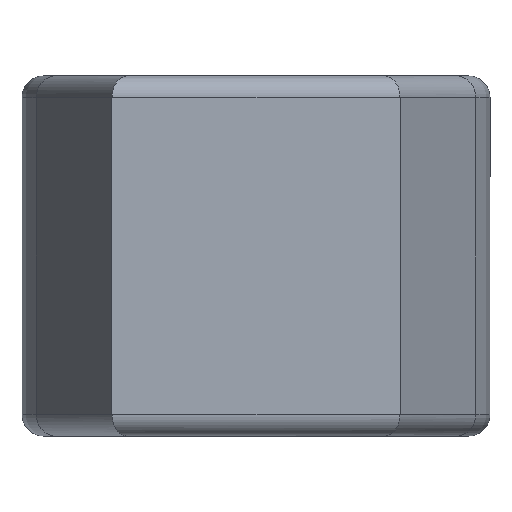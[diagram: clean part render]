
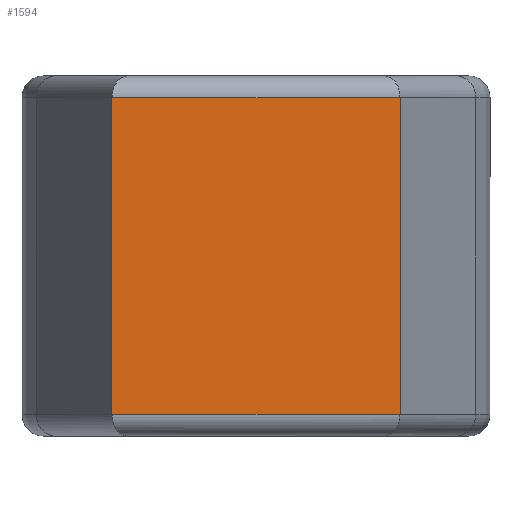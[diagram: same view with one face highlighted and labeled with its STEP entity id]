
A CAD part, left-side view. The second image highlights one B-rep face of the part: STEP entity #1594.
In plain terms, the highlighted planar face has unit normal (-1, 0, 0).
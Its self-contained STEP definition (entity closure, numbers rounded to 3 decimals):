
#18 = VERTEX_POINT ( 'NONE', #94 ) ;
#67 = VECTOR ( 'NONE', #279, 1000. ) ;
#94 = CARTESIAN_POINT ( 'NONE',  ( -80., -40., 44. ) ) ;
#188 = EDGE_CURVE ( 'NONE', #1359, #1759, #489, .T. ) ;
#189 = CARTESIAN_POINT ( 'NONE',  ( -80., -40., 50. ) ) ;
#233 = CARTESIAN_POINT ( 'NONE',  ( -80., -40., -44. ) ) ;
#240 = EDGE_CURVE ( 'NONE', #860, #1359, #1083, .T. ) ;
#279 = DIRECTION ( 'NONE',  ( 0., 1., 0. ) ) ;
#299 = ORIENTED_EDGE ( 'NONE', *, *, #1375, .F. ) ;
#391 = DIRECTION ( 'NONE',  ( 0., 0., -1. ) ) ;
#415 = ORIENTED_EDGE ( 'NONE', *, *, #188, .T. ) ;
#443 = ORIENTED_EDGE ( 'NONE', *, *, #497, .T. ) ;
#489 = LINE ( 'NONE', #233, #1242 ) ;
#497 = EDGE_CURVE ( 'NONE', #18, #860, #1574, .T. ) ;
#568 = FACE_OUTER_BOUND ( 'NONE', #1568, .T. ) ;
#630 = AXIS2_PLACEMENT_3D ( 'NONE', #850, #1141, #391 ) ;
#640 = CARTESIAN_POINT ( 'NONE',  ( -80., 40., 44. ) ) ;
#830 = LINE ( 'NONE', #189, #1037 ) ;
#850 = CARTESIAN_POINT ( 'NONE',  ( -80., -40., 50. ) ) ;
#858 = DIRECTION ( 'NONE',  ( 0., -1., 0. ) ) ;
#860 = VERTEX_POINT ( 'NONE', #640 ) ;
#947 = DIRECTION ( 'NONE',  ( 0., 0., -1. ) ) ;
#952 = ORIENTED_EDGE ( 'NONE', *, *, #240, .T. ) ;
#1037 = VECTOR ( 'NONE', #947, 1000. ) ;
#1083 = LINE ( 'NONE', #1374, #1433 ) ;
#1111 = DIRECTION ( 'NONE',  ( 0., 0., -1. ) ) ;
#1141 = DIRECTION ( 'NONE',  ( 1., 0., 0. ) ) ;
#1242 = VECTOR ( 'NONE', #858, 1000. ) ;
#1287 = PLANE ( 'NONE',  #630 ) ;
#1359 = VERTEX_POINT ( 'NONE', #1539 ) ;
#1374 = CARTESIAN_POINT ( 'NONE',  ( -80., 40., 50. ) ) ;
#1375 = EDGE_CURVE ( 'NONE', #18, #1759, #830, .T. ) ;
#1433 = VECTOR ( 'NONE', #1111, 1000. ) ;
#1539 = CARTESIAN_POINT ( 'NONE',  ( -80., 40., -44. ) ) ;
#1568 = EDGE_LOOP ( 'NONE', ( #952, #415, #299, #443 ) ) ;
#1574 = LINE ( 'NONE', #1763, #67 ) ;
#1594 = ADVANCED_FACE ( 'NONE', ( #568 ), #1287, .F. ) ;
#1758 = CARTESIAN_POINT ( 'NONE',  ( -80., -40., -44. ) ) ;
#1759 = VERTEX_POINT ( 'NONE', #1758 ) ;
#1763 = CARTESIAN_POINT ( 'NONE',  ( -80., 40., 44. ) ) ;
